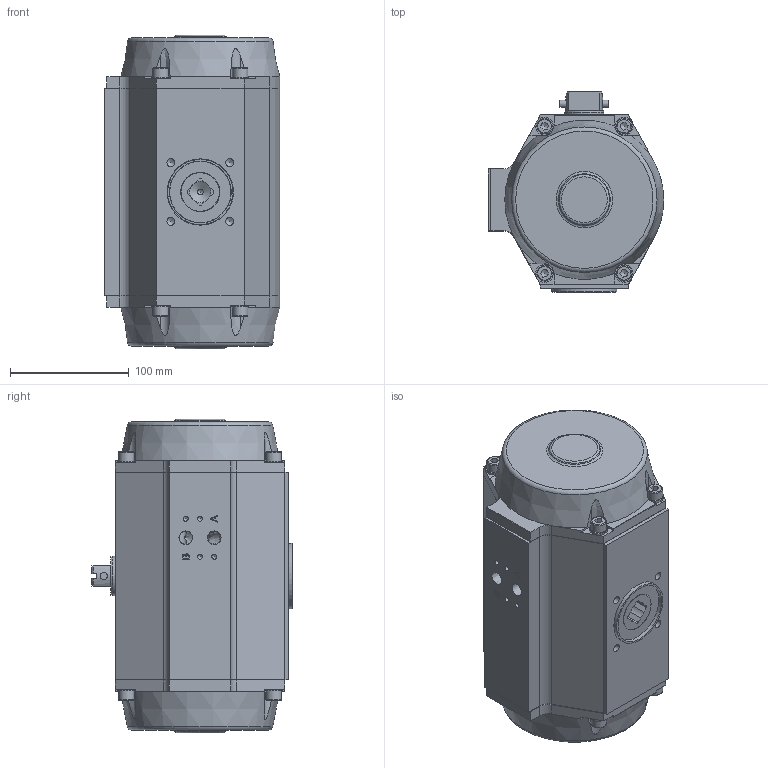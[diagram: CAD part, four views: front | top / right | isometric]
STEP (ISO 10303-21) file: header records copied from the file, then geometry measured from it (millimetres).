
FILE_DESCRIPTION((''),'2;1');
FILE_NAME('RD5050007000000.stp','2011-10-31T11:38:00',('ggavali'),(''),'Autodesk Inventor 2008','Autodesk Inventor 2008','');
FILE_SCHEMA(('AUTOMOTIVE_DESIGN { 1 0 10303 214 1 1 1 1 }'));
Length unit declared in the file: millimetre
Products named in the file (25): RD5050007000000; RG1D0A3AC000G0; PBLAG305007ZR1; PBLAG305007ZR0; MBLAG305007ZR0; 7460049-01; 7460074-01; 63216034; 63214048; 7250190-01; 611110055; 7460077-07; RW1D0A5ACV17G0; PBKOD5050000; MBKOD5050000; RK1D0A5A; 632111110; 625160091; 625150378; PBDEK5050000; RD2D0A5A0000R0; 6330050; 60599517; 61636105; 7180001
Assembly tree (35 placements, depth 5):
  RD5050007000000
    RG1D0A3AC000G0
    PBLAG305007ZR1
      PBLAG305007ZR0
        MBLAG305007ZR0
          7460049-01
          7460074-01
          63216034  x2
          63214048  x2
        7250190-01
        611110055
      7460077-07
    RW1D0A5ACV17G0
    PBKOD5050000  x2
      MBKOD5050000
        RK1D0A5A
        632111110
        625160091
      625150378
    PBDEK5050000  x2
      RD2D0A5A0000R0
      6330050
      60599517
      61636105
    7180001  x2
Bounding box: 148 x 168.5 x 264.5 mm (x, y, z)
Volume: 2103338.1 mm3; surface area: 583220.7 mm2
Topology: 41 solids, 41 shells, 1732 faces, 4177 edges, 2582 vertices
Faces by surface type: cylinder 538, plane 517, bspline 345, cone 222, torus 106, sphere 4
Full cylindrical faces by diameter (mm): 2.5 x2, 6.1 x2, 7.5 x1, 8 x8, 8.4 x8, 9.5 x12, 13 x8, 15 x8, 22.4 x1, 33 x8, 40 x2, 40.4 x2, 50.2 x4, 51.6 x1, 52 x2, 55 x11, 61 x1, 65 x1, 114.6 x4, 115 x4, 119 x4, 121.7 x6, 122 x5
Entity records: 40600 total; most frequent: CARTESIAN_POINT 18122, DIRECTION 4443, ORIENTED_EDGE 4372, EDGE_CURVE 2186, AXIS2_PLACEMENT_3D 1769, VERTEX_POINT 1478, EDGE_LOOP 1284, FACE_OUTER_BOUND 988
